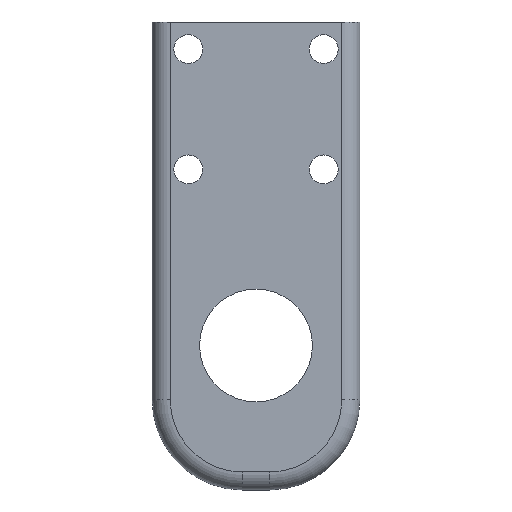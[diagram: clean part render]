
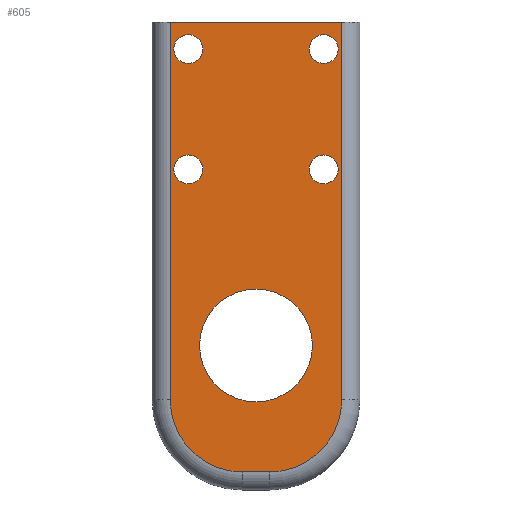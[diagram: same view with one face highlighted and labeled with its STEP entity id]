
A CAD part, left-side view. The second image highlights one B-rep face of the part: STEP entity #605.
In plain terms, the highlighted planar face has unit normal (-1, 0, 0).
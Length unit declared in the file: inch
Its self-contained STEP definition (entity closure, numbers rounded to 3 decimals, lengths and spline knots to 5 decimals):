
#7 = EDGE_CURVE ( 'NONE', #649, #227, #330, .T. ) ;
#23 = AXIS2_PLACEMENT_3D ( 'NONE', #216, #711, #156 ) ;
#26 = DIRECTION ( 'NONE',  ( -1., 0., 0. ) ) ;
#27 = CIRCLE ( 'NONE', #23, 0.08 ) ;
#36 = AXIS2_PLACEMENT_3D ( 'NONE', #398, #321, #806 ) ;
#41 = DIRECTION ( 'NONE',  ( 0., 1., 0. ) ) ;
#46 = CIRCLE ( 'NONE', #907, 0.08 ) ;
#49 = CARTESIAN_POINT ( 'NONE',  ( -0.575, 0.375, 0.81614 ) ) ;
#50 = EDGE_LOOP ( 'NONE', ( #353, #297 ) ) ;
#58 = VERTEX_POINT ( 'NONE', #394 ) ;
#78 = ORIENTED_EDGE ( 'NONE', *, *, #186, .T. ) ;
#79 = DIRECTION ( 'NONE',  ( 1., 0., 0. ) ) ;
#82 = CARTESIAN_POINT ( 'NONE',  ( -0.575, 0.375, 0.15 ) ) ;
#83 = VECTOR ( 'NONE', #590, 39.37008 ) ;
#85 = LINE ( 'NONE', #777, #83 ) ;
#87 = EDGE_LOOP ( 'NONE', ( #621, #497 ) ) ;
#91 = EDGE_CURVE ( 'NONE', #504, #234, #27, .T. ) ;
#101 = DIRECTION ( 'NONE',  ( 0., 0., 1. ) ) ;
#106 = DIRECTION ( 'NONE',  ( -1., 0., 0. ) ) ;
#112 = DIRECTION ( 'NONE',  ( 0., 0., -1. ) ) ;
#113 = DIRECTION ( 'NONE',  ( 1., 0., 0. ) ) ;
#123 = CIRCLE ( 'NONE', #803, 0.08 ) ;
#126 = DIRECTION ( 'NONE',  ( 0., 0., 1. ) ) ;
#138 = FACE_BOUND ( 'NONE', #684, .T. ) ;
#146 = DIRECTION ( 'NONE',  ( 1., 0., 0. ) ) ;
#156 = DIRECTION ( 'NONE',  ( 0., 1., 0. ) ) ;
#157 = DIRECTION ( 'NONE',  ( 1., 0., 0. ) ) ;
#171 = AXIS2_PLACEMENT_3D ( 'NONE', #513, #26, #450 ) ;
#172 = CARTESIAN_POINT ( 'NONE',  ( -0.575, 0.475, 0.86614 ) ) ;
#173 = CARTESIAN_POINT ( 'NONE',  ( -0.575, -0.075, -1.125 ) ) ;
#185 = CARTESIAN_POINT ( 'NONE',  ( -0.575, 0., -0.825 ) ) ;
#186 = EDGE_CURVE ( 'NONE', #707, #524, #587, .T. ) ;
#189 = EDGE_CURVE ( 'NONE', #333, #567, #557, .T. ) ;
#193 = DIRECTION ( 'NONE',  ( 0., 1., 0. ) ) ;
#204 = FACE_OUTER_BOUND ( 'NONE', #770, .T. ) ;
#206 = CARTESIAN_POINT ( 'NONE',  ( -0.575, 0.575, 0.96614 ) ) ;
#209 = AXIS2_PLACEMENT_3D ( 'NONE', #714, #157, #603 ) ;
#216 = CARTESIAN_POINT ( 'NONE',  ( -0.575, -0.375, 0.81614 ) ) ;
#219 = CARTESIAN_POINT ( 'NONE',  ( -0.575, 0.475, -1.125 ) ) ;
#227 = VERTEX_POINT ( 'NONE', #926 ) ;
#234 = VERTEX_POINT ( 'NONE', #986 ) ;
#237 = DIRECTION ( 'NONE',  ( 0., 0., -1. ) ) ;
#239 = EDGE_CURVE ( 'NONE', #746, #567, #85, .T. ) ;
#240 = ORIENTED_EDGE ( 'NONE', *, *, #239, .T. ) ;
#242 = EDGE_LOOP ( 'NONE', ( #787, #663 ) ) ;
#251 = CIRCLE ( 'NONE', #171, 0.4 ) ;
#255 = VERTEX_POINT ( 'NONE', #485 ) ;
#264 = FACE_BOUND ( 'NONE', #242, .T. ) ;
#265 = FACE_BOUND ( 'NONE', #87, .T. ) ;
#273 = CARTESIAN_POINT ( 'NONE',  ( -0.575, -0.375, 0.15 ) ) ;
#283 = CIRCLE ( 'NONE', #209, 0.08 ) ;
#285 = AXIS2_PLACEMENT_3D ( 'NONE', #49, #467, #960 ) ;
#289 = EDGE_CURVE ( 'NONE', #760, #512, #123, .T. ) ;
#297 = ORIENTED_EDGE ( 'NONE', *, *, #379, .F. ) ;
#301 = CARTESIAN_POINT ( 'NONE',  ( -0.575, 0.455, 0.81614 ) ) ;
#308 = ORIENTED_EDGE ( 'NONE', *, *, #189, .F. ) ;
#320 = VERTEX_POINT ( 'NONE', #769 ) ;
#321 = DIRECTION ( 'NONE',  ( 1., 0., 0. ) ) ;
#330 = CIRCLE ( 'NONE', #712, 0.3125 ) ;
#333 = VERTEX_POINT ( 'NONE', #767 ) ;
#353 = ORIENTED_EDGE ( 'NONE', *, *, #7, .F. ) ;
#358 = ORIENTED_EDGE ( 'NONE', *, *, #782, .T. ) ;
#363 = CIRCLE ( 'NONE', #891, 0.3125 ) ;
#376 = DIRECTION ( 'NONE',  ( 0., -1., 0. ) ) ;
#379 = EDGE_CURVE ( 'NONE', #227, #649, #363, .T. ) ;
#382 = CARTESIAN_POINT ( 'NONE',  ( -0.575, -0.375, 0.81614 ) ) ;
#384 = CARTESIAN_POINT ( 'NONE',  ( -0.575, -0.475, -1.125 ) ) ;
#394 = CARTESIAN_POINT ( 'NONE',  ( -0.575, -0.075, -1.525 ) ) ;
#398 = CARTESIAN_POINT ( 'NONE',  ( -0.575, 0.575, 0.86614 ) ) ;
#406 = CARTESIAN_POINT ( 'NONE',  ( -0.575, 0.575, -1.525 ) ) ;
#412 = CIRCLE ( 'NONE', #285, 0.08 ) ;
#428 = FACE_BOUND ( 'NONE', #754, .T. ) ;
#442 = DIRECTION ( 'NONE',  ( 0., 1., 0. ) ) ;
#450 = DIRECTION ( 'NONE',  ( 0., 0., -1. ) ) ;
#460 = EDGE_CURVE ( 'NONE', #959, #58, #933, .T. ) ;
#461 = CARTESIAN_POINT ( 'NONE',  ( -0.575, -0.475, 0.96614 ) ) ;
#462 = AXIS2_PLACEMENT_3D ( 'NONE', #382, #788, #442 ) ;
#465 = CARTESIAN_POINT ( 'NONE',  ( -0.575, -0.295, 0.15 ) ) ;
#467 = DIRECTION ( 'NONE',  ( 1., 0., 0. ) ) ;
#472 = EDGE_CURVE ( 'NONE', #524, #707, #412, .T. ) ;
#485 = CARTESIAN_POINT ( 'NONE',  ( -0.575, 0.455, 0.15 ) ) ;
#486 = AXIS2_PLACEMENT_3D ( 'NONE', #685, #146, #594 ) ;
#487 = DIRECTION ( 'NONE',  ( 0., 1., 0. ) ) ;
#497 = ORIENTED_EDGE ( 'NONE', *, *, #289, .T. ) ;
#504 = VERTEX_POINT ( 'NONE', #633 ) ;
#512 = VERTEX_POINT ( 'NONE', #465 ) ;
#513 = CARTESIAN_POINT ( 'NONE',  ( -0.575, 0.075, -1.125 ) ) ;
#517 = EDGE_CURVE ( 'NONE', #58, #746, #726, .T. ) ;
#524 = VERTEX_POINT ( 'NONE', #745 ) ;
#536 = ORIENTED_EDGE ( 'NONE', *, *, #472, .T. ) ;
#557 = LINE ( 'NONE', #206, #705 ) ;
#564 = ORIENTED_EDGE ( 'NONE', *, *, #517, .T. ) ;
#567 = VERTEX_POINT ( 'NONE', #461 ) ;
#568 = EDGE_CURVE ( 'NONE', #333, #715, #900, .T. ) ;
#587 = CIRCLE ( 'NONE', #486, 0.08 ) ;
#590 = DIRECTION ( 'NONE',  ( 0., 0., 1. ) ) ;
#594 = DIRECTION ( 'NONE',  ( 0., 1., 0. ) ) ;
#603 = DIRECTION ( 'NONE',  ( 0., 1., 0. ) ) ;
#605 = ADVANCED_FACE ( 'NONE', ( #265, #428, #264, #138, #831, #204 ), #953, .F. ) ;
#612 = CARTESIAN_POINT ( 'NONE',  ( -0.575, 0., -0.5125 ) ) ;
#621 = ORIENTED_EDGE ( 'NONE', *, *, #686, .T. ) ;
#623 = AXIS2_PLACEMENT_3D ( 'NONE', #629, #113, #41 ) ;
#625 = ORIENTED_EDGE ( 'NONE', *, *, #568, .T. ) ;
#626 = DIRECTION ( 'NONE',  ( -1., 0., 0. ) ) ;
#629 = CARTESIAN_POINT ( 'NONE',  ( -0.575, 0.375, 0.15 ) ) ;
#633 = CARTESIAN_POINT ( 'NONE',  ( -0.575, -0.295, 0.81614 ) ) ;
#637 = ORIENTED_EDGE ( 'NONE', *, *, #460, .T. ) ;
#649 = VERTEX_POINT ( 'NONE', #612 ) ;
#650 = AXIS2_PLACEMENT_3D ( 'NONE', #173, #626, #112 ) ;
#653 = DIRECTION ( 'NONE',  ( -1., 0., 0. ) ) ;
#658 = EDGE_CURVE ( 'NONE', #715, #959, #251, .T. ) ;
#663 = ORIENTED_EDGE ( 'NONE', *, *, #807, .T. ) ;
#684 = EDGE_LOOP ( 'NONE', ( #78, #536 ) ) ;
#685 = CARTESIAN_POINT ( 'NONE',  ( -0.575, 0.375, 0.81614 ) ) ;
#686 = EDGE_CURVE ( 'NONE', #512, #760, #283, .T. ) ;
#701 = ORIENTED_EDGE ( 'NONE', *, *, #91, .T. ) ;
#705 = VECTOR ( 'NONE', #376, 39.37008 ) ;
#707 = VERTEX_POINT ( 'NONE', #301 ) ;
#711 = DIRECTION ( 'NONE',  ( 1., 0., 0. ) ) ;
#712 = AXIS2_PLACEMENT_3D ( 'NONE', #729, #106, #101 ) ;
#714 = CARTESIAN_POINT ( 'NONE',  ( -0.575, -0.375, 0.15 ) ) ;
#715 = VERTEX_POINT ( 'NONE', #219 ) ;
#726 = CIRCLE ( 'NONE', #650, 0.4 ) ;
#729 = CARTESIAN_POINT ( 'NONE',  ( -0.575, 0., -0.825 ) ) ;
#741 = CIRCLE ( 'NONE', #623, 0.08 ) ;
#743 = VECTOR ( 'NONE', #237, 39.37008 ) ;
#745 = CARTESIAN_POINT ( 'NONE',  ( -0.575, 0.295, 0.81614 ) ) ;
#746 = VERTEX_POINT ( 'NONE', #384 ) ;
#754 = EDGE_LOOP ( 'NONE', ( #701, #358 ) ) ;
#760 = VERTEX_POINT ( 'NONE', #794 ) ;
#767 = CARTESIAN_POINT ( 'NONE',  ( -0.575, 0.475, 0.96614 ) ) ;
#769 = CARTESIAN_POINT ( 'NONE',  ( -0.575, 0.295, 0.15 ) ) ;
#770 = EDGE_LOOP ( 'NONE', ( #564, #240, #308, #625, #883, #637 ) ) ;
#771 = DIRECTION ( 'NONE',  ( 1., 0., 0. ) ) ;
#777 = CARTESIAN_POINT ( 'NONE',  ( -0.575, -0.475, 0.86614 ) ) ;
#782 = EDGE_CURVE ( 'NONE', #234, #504, #978, .T. ) ;
#787 = ORIENTED_EDGE ( 'NONE', *, *, #898, .T. ) ;
#788 = DIRECTION ( 'NONE',  ( 1., 0., 0. ) ) ;
#794 = CARTESIAN_POINT ( 'NONE',  ( -0.575, -0.455, 0.15 ) ) ;
#803 = AXIS2_PLACEMENT_3D ( 'NONE', #273, #771, #193 ) ;
#806 = DIRECTION ( 'NONE',  ( 0., 0., -1. ) ) ;
#807 = EDGE_CURVE ( 'NONE', #320, #255, #741, .T. ) ;
#831 = FACE_BOUND ( 'NONE', #50, .T. ) ;
#883 = ORIENTED_EDGE ( 'NONE', *, *, #658, .T. ) ;
#887 = DIRECTION ( 'NONE',  ( 0., -1., 0. ) ) ;
#891 = AXIS2_PLACEMENT_3D ( 'NONE', #185, #653, #126 ) ;
#898 = EDGE_CURVE ( 'NONE', #255, #320, #46, .T. ) ;
#900 = LINE ( 'NONE', #172, #743 ) ;
#907 = AXIS2_PLACEMENT_3D ( 'NONE', #82, #79, #487 ) ;
#914 = CARTESIAN_POINT ( 'NONE',  ( -0.575, 0.075, -1.525 ) ) ;
#926 = CARTESIAN_POINT ( 'NONE',  ( -0.575, 0., -1.1375 ) ) ;
#933 = LINE ( 'NONE', #406, #937 ) ;
#937 = VECTOR ( 'NONE', #887, 39.37008 ) ;
#953 = PLANE ( 'NONE',  #36 ) ;
#959 = VERTEX_POINT ( 'NONE', #914 ) ;
#960 = DIRECTION ( 'NONE',  ( 0., 1., 0. ) ) ;
#978 = CIRCLE ( 'NONE', #462, 0.08 ) ;
#986 = CARTESIAN_POINT ( 'NONE',  ( -0.575, -0.455, 0.81614 ) ) ;
